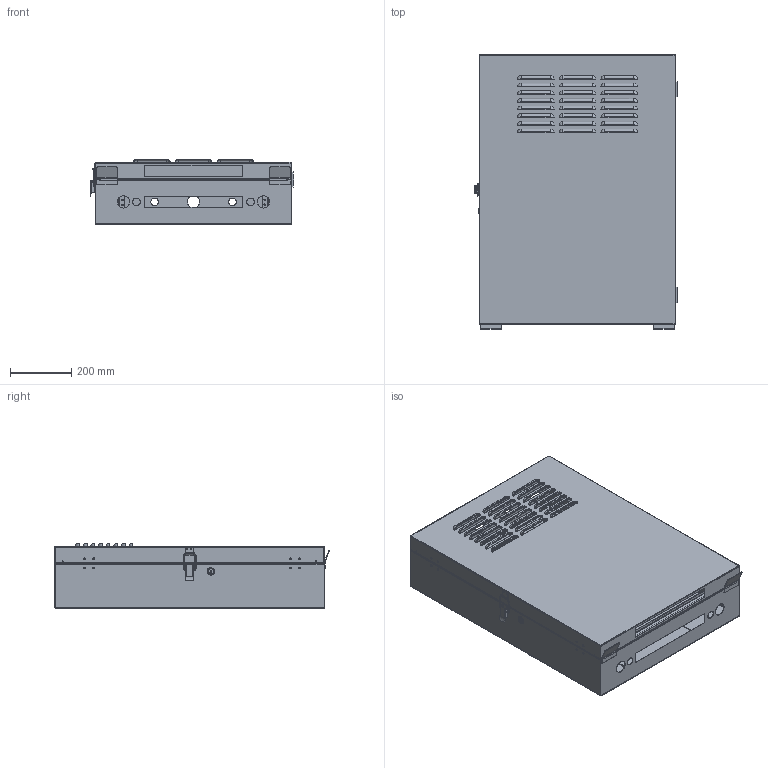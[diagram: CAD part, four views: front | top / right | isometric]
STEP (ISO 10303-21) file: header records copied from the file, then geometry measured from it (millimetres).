
FILE_DESCRIPTION (( 'STEP AP214' ), '1' );
FILE_NAME ('SMC-F4U700-WT_3D.step', '2024-03-04T16:53:21', ( '' ), ( '' ), 'SwSTEP 2.0', 'SolidWorks 2022', '' );
FILE_SCHEMA (( 'AUTOMOTIVE_DESIGN' ));
Length unit declared in the file: inch
Products named in the file (23): SM_PNL MNT BRKT, 2U, LEFT; SM_PNL MNT BRKT, 2U, RIGHT; SM_LATCH ASSY, 2U; SM_PATCH BRKT, 2U, RIGHT; SM_DOOR ASSY, 4U X 700mm X 26; SM_MNT RAIL, HORIZONTAL, 4U; SM_LATCH PLATE; SM_MNT BRKT, RIGHT, 4U, 17.12 HT; SM_BACK_SUPPORT; SM_M5-1N; SM_MNT BRKT, LEFT, 4U, 17.12 HT; SM_LEAD_IN_PLATE; SM_LOCK MECHANISM; SM_LOCKING CAM; SM_2U HINGE; SMC-F4U700-WT_3D; SM_DOOR, 4U X 700mm X 26; SM_ENCLOSURE BASE ASSY, 4U X 700mm X 26; SM_PATCH BRKT, 2U, LEFT; SM_607-1A; SM_ENCLOSURE BASE, 4U X 700mm X 26; SM_LOCK ASSY; SM_607-1B
Assembly tree (45 placements, depth 4):
  SMC-F4U700-WT_3D
    SM_DOOR ASSY, 4U X 700mm X 26
      SM_DOOR, 4U X 700mm X 26
      SM_LATCH PLATE
    SM_ENCLOSURE BASE ASSY, 4U X 700mm X 26
      SM_ENCLOSURE BASE, 4U X 700mm X 26
      SM_BACK_SUPPORT  x2
      SM_PATCH BRKT, 2U, LEFT
      SM_PNL MNT BRKT, 2U, LEFT
      SM_MNT RAIL, HORIZONTAL, 4U  x2
      SM_MNT BRKT, LEFT, 4U, 17.12 HT
      SM_LEAD_IN_PLATE  x2
      SM_M5-1N  x20
      SM_PATCH BRKT, 2U, RIGHT
      SM_PNL MNT BRKT, 2U, RIGHT
      SM_MNT BRKT, RIGHT, 4U, 17.12 HT
      SM_LATCH ASSY, 2U
        SM_607-1A
        SM_607-1B
      SM_LOCK ASSY
        SM_LOCK MECHANISM
        SM_LOCKING CAM
    SM_2U HINGE  x2
Bounding box: 666.87 x 899.14 x 213.68 mm (x, y, z)
Volume: 3339484.9 mm3; surface area: 4379303.6 mm2
Topology: 39 solids, 50 shells, 2056 faces, 5623 edges, 3665 vertices
Faces by surface type: cylinder 1027, plane 863, bspline 163, cone 2, sphere 1
Entity records: 95418 total; most frequent: CARTESIAN_POINT 30553, ORIENTED_EDGE 9619, DIRECTION 8845, EDGE_CURVE 4849, VERTEX_POINT 3149, AXIS2_PLACEMENT_3D 3116, LINE 2613, VECTOR 2613
